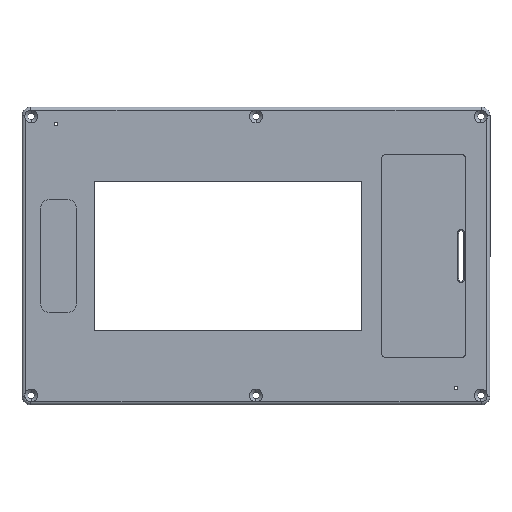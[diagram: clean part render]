
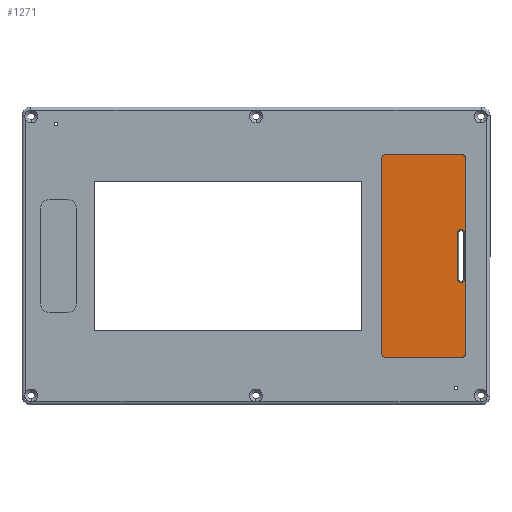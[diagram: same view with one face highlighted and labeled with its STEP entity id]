
A CAD part, top view. The second image highlights one B-rep face of the part: STEP entity #1271.
In plain terms, the highlighted planar face has unit normal (0, 0, 1).
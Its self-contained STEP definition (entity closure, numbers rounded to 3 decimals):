
#35 = VECTOR ( 'NONE', #519, 1000. ) ;
#50 = DIRECTION ( 'NONE',  ( 0., 0., 1. ) ) ;
#66 = EDGE_CURVE ( 'NONE', #215, #1911, #2901, .T. ) ;
#69 = ORIENTED_EDGE ( 'NONE', *, *, #3708, .T. ) ;
#72 = CARTESIAN_POINT ( 'NONE',  ( 0., 0., 4. ) ) ;
#80 = VERTEX_POINT ( 'NONE', #867 ) ;
#128 = CARTESIAN_POINT ( 'NONE',  ( -14.5, -145., 4. ) ) ;
#197 = ORIENTED_EDGE ( 'NONE', *, *, #4146, .T. ) ;
#202 = LINE ( 'NONE', #3619, #35 ) ;
#208 = EDGE_LOOP ( 'NONE', ( #3107, #3753, #2186, #1115, #383, #408, #2662, #3179 ) ) ;
#215 = VERTEX_POINT ( 'NONE', #377 ) ;
#224 = CARTESIAN_POINT ( 'NONE',  ( -63.5, -30., 4. ) ) ;
#280 = VERTEX_POINT ( 'NONE', #2285 ) ;
#322 = CIRCLE ( 'NONE', #3353, 2. ) ;
#377 = CARTESIAN_POINT ( 'NONE',  ( -16.5, -147., 4. ) ) ;
#383 = ORIENTED_EDGE ( 'NONE', *, *, #2472, .T. ) ;
#408 = ORIENTED_EDGE ( 'NONE', *, *, #66, .T. ) ;
#484 = EDGE_CURVE ( 'NONE', #530, #3340, #1562, .T. ) ;
#516 = CARTESIAN_POINT ( 'NONE',  ( -14.5, -145., 4. ) ) ;
#519 = DIRECTION ( 'NONE',  ( 1., 0., 0. ) ) ;
#530 = VERTEX_POINT ( 'NONE', #224 ) ;
#561 = DIRECTION ( 'NONE',  ( -1., 0., 0. ) ) ;
#608 = VECTOR ( 'NONE', #1958, 1000. ) ;
#649 = EDGE_CURVE ( 'NONE', #2578, #1441, #3198, .T. ) ;
#695 = ORIENTED_EDGE ( 'NONE', *, *, #2345, .T. ) ;
#742 = EDGE_CURVE ( 'NONE', #3340, #2328, #3615, .T. ) ;
#850 = CARTESIAN_POINT ( 'NONE',  ( -19., -74., 4. ) ) ;
#867 = CARTESIAN_POINT ( 'NONE',  ( -15., -74., 4. ) ) ;
#934 = DIRECTION ( 'NONE',  ( 0., 0., 1. ) ) ;
#1018 = DIRECTION ( 'NONE',  ( 0., 0., -1. ) ) ;
#1042 = CARTESIAN_POINT ( 'NONE',  ( -17., -74., 4. ) ) ;
#1091 = CARTESIAN_POINT ( 'NONE',  ( -15., -101., 4. ) ) ;
#1115 = ORIENTED_EDGE ( 'NONE', *, *, #742, .T. ) ;
#1124 = DIRECTION ( 'NONE',  ( 0., 0., -1. ) ) ;
#1199 = LINE ( 'NONE', #128, #2409 ) ;
#1202 = LINE ( 'NONE', #3238, #3012 ) ;
#1245 = AXIS2_PLACEMENT_3D ( 'NONE', #1834, #1124, #2466 ) ;
#1271 = ADVANCED_FACE ( 'NONE', ( #1408, #3106 ), #3084, .T. ) ;
#1308 = DIRECTION ( 'NONE',  ( 0., 0., 1. ) ) ;
#1387 = CARTESIAN_POINT ( 'NONE',  ( -19., -74., 4. ) ) ;
#1408 = FACE_OUTER_BOUND ( 'NONE', #208, .T. ) ;
#1441 = VERTEX_POINT ( 'NONE', #1599 ) ;
#1502 = CARTESIAN_POINT ( 'NONE',  ( -19., -101., 4. ) ) ;
#1524 = CIRCLE ( 'NONE', #1245, 2. ) ;
#1562 = LINE ( 'NONE', #1904, #1777 ) ;
#1593 = VERTEX_POINT ( 'NONE', #850 ) ;
#1599 = CARTESIAN_POINT ( 'NONE',  ( -16.5, -28., 4. ) ) ;
#1645 = AXIS2_PLACEMENT_3D ( 'NONE', #3983, #934, #2282 ) ;
#1647 = CARTESIAN_POINT ( 'NONE',  ( -63.5, -145., 4. ) ) ;
#1721 = DIRECTION ( 'NONE',  ( 1., 0., 0. ) ) ;
#1767 = CARTESIAN_POINT ( 'NONE',  ( -15., -101., 4. ) ) ;
#1777 = VECTOR ( 'NONE', #2240, 1000. ) ;
#1834 = CARTESIAN_POINT ( 'NONE',  ( -17., -101., 4. ) ) ;
#1867 = EDGE_CURVE ( 'NONE', #1911, #2578, #1199, .T. ) ;
#1898 = VERTEX_POINT ( 'NONE', #1767 ) ;
#1902 = CARTESIAN_POINT ( 'NONE',  ( -61.5, -30., 4. ) ) ;
#1904 = CARTESIAN_POINT ( 'NONE',  ( -63.5, -30., 4. ) ) ;
#1911 = VERTEX_POINT ( 'NONE', #516 ) ;
#1945 = DIRECTION ( 'NONE',  ( 0., 0., 1. ) ) ;
#1958 = DIRECTION ( 'NONE',  ( 0., 1., 0. ) ) ;
#2048 = VERTEX_POINT ( 'NONE', #1502 ) ;
#2101 = DIRECTION ( 'NONE',  ( 0., -1., 0. ) ) ;
#2110 = DIRECTION ( 'NONE',  ( 1., 0., 0. ) ) ;
#2125 = ORIENTED_EDGE ( 'NONE', *, *, #3159, .T. ) ;
#2169 = LINE ( 'NONE', #1091, #4018 ) ;
#2186 = ORIENTED_EDGE ( 'NONE', *, *, #484, .T. ) ;
#2240 = DIRECTION ( 'NONE',  ( 0., -1., 0. ) ) ;
#2282 = DIRECTION ( 'NONE',  ( 1., 0., 0. ) ) ;
#2285 = CARTESIAN_POINT ( 'NONE',  ( -61.5, -28., 4. ) ) ;
#2328 = VERTEX_POINT ( 'NONE', #3827 ) ;
#2332 = AXIS2_PLACEMENT_3D ( 'NONE', #1042, #1018, #1721 ) ;
#2345 = EDGE_CURVE ( 'NONE', #80, #1898, #2169, .T. ) ;
#2409 = VECTOR ( 'NONE', #2527, 1000. ) ;
#2423 = EDGE_CURVE ( 'NONE', #1441, #280, #1202, .T. ) ;
#2466 = DIRECTION ( 'NONE',  ( -1., 0., 0. ) ) ;
#2472 = EDGE_CURVE ( 'NONE', #2328, #215, #202, .T. ) ;
#2527 = DIRECTION ( 'NONE',  ( 0., 1., 0. ) ) ;
#2528 = CARTESIAN_POINT ( 'NONE',  ( -16.5, -145., 4. ) ) ;
#2543 = DIRECTION ( 'NONE',  ( 0., 0., 1. ) ) ;
#2578 = VERTEX_POINT ( 'NONE', #3963 ) ;
#2610 = AXIS2_PLACEMENT_3D ( 'NONE', #72, #50, #2110 ) ;
#2637 = LINE ( 'NONE', #1387, #608 ) ;
#2652 = DIRECTION ( 'NONE',  ( -1., 0., 0. ) ) ;
#2662 = ORIENTED_EDGE ( 'NONE', *, *, #1867, .T. ) ;
#2901 = CIRCLE ( 'NONE', #4335, 2. ) ;
#3012 = VECTOR ( 'NONE', #561, 1000. ) ;
#3013 = CARTESIAN_POINT ( 'NONE',  ( -61.5, -145., 4. ) ) ;
#3039 = CIRCLE ( 'NONE', #2332, 2. ) ;
#3084 = PLANE ( 'NONE',  #2610 ) ;
#3106 = FACE_BOUND ( 'NONE', #4072, .T. ) ;
#3107 = ORIENTED_EDGE ( 'NONE', *, *, #2423, .T. ) ;
#3159 = EDGE_CURVE ( 'NONE', #1593, #80, #3039, .T. ) ;
#3179 = ORIENTED_EDGE ( 'NONE', *, *, #649, .T. ) ;
#3198 = CIRCLE ( 'NONE', #1645, 2. ) ;
#3238 = CARTESIAN_POINT ( 'NONE',  ( -16.5, -28., 4. ) ) ;
#3340 = VERTEX_POINT ( 'NONE', #1647 ) ;
#3353 = AXIS2_PLACEMENT_3D ( 'NONE', #1902, #1945, #3979 ) ;
#3521 = DIRECTION ( 'NONE',  ( 0., -1., 0. ) ) ;
#3615 = CIRCLE ( 'NONE', #4112, 2. ) ;
#3619 = CARTESIAN_POINT ( 'NONE',  ( -61.5, -147., 4. ) ) ;
#3708 = EDGE_CURVE ( 'NONE', #1898, #2048, #1524, .T. ) ;
#3753 = ORIENTED_EDGE ( 'NONE', *, *, #3882, .T. ) ;
#3827 = CARTESIAN_POINT ( 'NONE',  ( -61.5, -147., 4. ) ) ;
#3882 = EDGE_CURVE ( 'NONE', #280, #530, #322, .T. ) ;
#3963 = CARTESIAN_POINT ( 'NONE',  ( -14.5, -30., 4. ) ) ;
#3979 = DIRECTION ( 'NONE',  ( 0., 1., 0. ) ) ;
#3983 = CARTESIAN_POINT ( 'NONE',  ( -16.5, -30., 4. ) ) ;
#4018 = VECTOR ( 'NONE', #2101, 1000. ) ;
#4072 = EDGE_LOOP ( 'NONE', ( #69, #197, #2125, #695 ) ) ;
#4112 = AXIS2_PLACEMENT_3D ( 'NONE', #3013, #1308, #2652 ) ;
#4146 = EDGE_CURVE ( 'NONE', #2048, #1593, #2637, .T. ) ;
#4335 = AXIS2_PLACEMENT_3D ( 'NONE', #2528, #2543, #3521 ) ;
